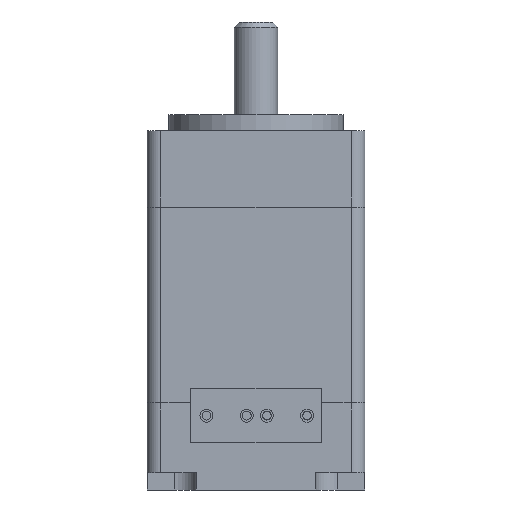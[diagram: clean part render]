
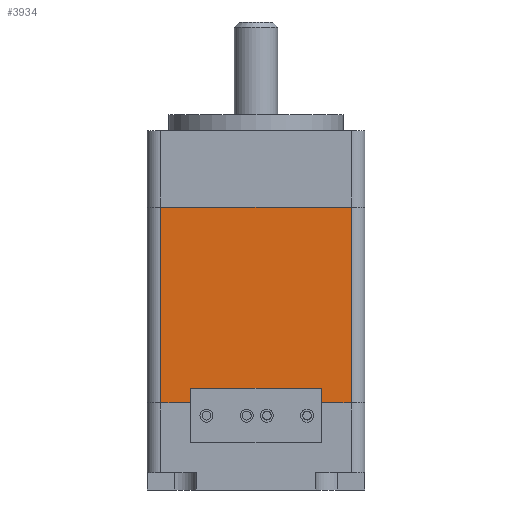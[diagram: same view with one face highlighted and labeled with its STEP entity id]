
A CAD part, front view. The second image highlights one B-rep face of the part: STEP entity #3934.
In plain terms, the highlighted planar face has unit normal (0, -1, 0).
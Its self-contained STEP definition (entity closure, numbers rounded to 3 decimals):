
#24 = ORIENTED_EDGE ( 'NONE', *, *, #4211, .T. ) ;
#69 = ORIENTED_EDGE ( 'NONE', *, *, #2867, .T. ) ;
#91 = DIRECTION ( 'NONE',  ( 0., 0., -1. ) ) ;
#132 = ORIENTED_EDGE ( 'NONE', *, *, #1779, .F. ) ;
#141 = VERTEX_POINT ( 'NONE', #473 ) ;
#151 = VECTOR ( 'NONE', #1611, 1000. ) ;
#218 = DIRECTION ( 'NONE',  ( 1., 0., 0. ) ) ;
#286 = ORIENTED_EDGE ( 'NONE', *, *, #2286, .F. ) ;
#473 = CARTESIAN_POINT ( 'NONE',  ( 8.75, -10., 25.999 ) ) ;
#548 = EDGE_CURVE ( 'NONE', #1443, #2664, #2053, .T. ) ;
#554 = LINE ( 'NONE', #1920, #2321 ) ;
#608 = ORIENTED_EDGE ( 'NONE', *, *, #1885, .F. ) ;
#640 = VECTOR ( 'NONE', #1967, 1000. ) ;
#766 = CARTESIAN_POINT ( 'NONE',  ( -8.75, -10., 8. ) ) ;
#868 = CARTESIAN_POINT ( 'NONE',  ( 8.75, -10., 33. ) ) ;
#878 = LINE ( 'NONE', #1251, #2214 ) ;
#920 = VERTEX_POINT ( 'NONE', #2991 ) ;
#946 = LINE ( 'NONE', #2336, #640 ) ;
#1220 = LINE ( 'NONE', #868, #3670 ) ;
#1251 = CARTESIAN_POINT ( 'NONE',  ( -8.75, -10., 25.999 ) ) ;
#1271 = LINE ( 'NONE', #1294, #151 ) ;
#1294 = CARTESIAN_POINT ( 'NONE',  ( -8.75, -10., 8. ) ) ;
#1443 = VERTEX_POINT ( 'NONE', #3778 ) ;
#1471 = CARTESIAN_POINT ( 'NONE',  ( -6., -10., 4.33 ) ) ;
#1517 = EDGE_LOOP ( 'NONE', ( #608, #3626, #3787, #132, #69, #24, #286, #3806 ) ) ;
#1540 = DIRECTION ( 'NONE',  ( 0., 0., -1. ) ) ;
#1611 = DIRECTION ( 'NONE',  ( 1., 0., 0. ) ) ;
#1675 = EDGE_CURVE ( 'NONE', #920, #3780, #2493, .T. ) ;
#1779 = EDGE_CURVE ( 'NONE', #2006, #141, #878, .T. ) ;
#1795 = DIRECTION ( 'NONE',  ( 0., 1., 0. ) ) ;
#1885 = EDGE_CURVE ( 'NONE', #1443, #920, #946, .T. ) ;
#1920 = CARTESIAN_POINT ( 'NONE',  ( -8.75, -10., 33. ) ) ;
#1967 = DIRECTION ( 'NONE',  ( 0., 0., 1. ) ) ;
#2006 = VERTEX_POINT ( 'NONE', #4152 ) ;
#2053 = LINE ( 'NONE', #4418, #2172 ) ;
#2169 = VERTEX_POINT ( 'NONE', #2691 ) ;
#2172 = VECTOR ( 'NONE', #3662, 1000. ) ;
#2214 = VECTOR ( 'NONE', #218, 1000. ) ;
#2227 = DIRECTION ( 'NONE',  ( 0., 0., -1. ) ) ;
#2286 = EDGE_CURVE ( 'NONE', #3780, #2169, #4120, .T. ) ;
#2321 = VECTOR ( 'NONE', #2227, 1000. ) ;
#2336 = CARTESIAN_POINT ( 'NONE',  ( 6., -10., 4.33 ) ) ;
#2493 = LINE ( 'NONE', #4159, #2912 ) ;
#2500 = AXIS2_PLACEMENT_3D ( 'NONE', #4158, #1795, #3087 ) ;
#2664 = VERTEX_POINT ( 'NONE', #3331 ) ;
#2691 = CARTESIAN_POINT ( 'NONE',  ( -6., -10., 8. ) ) ;
#2789 = VECTOR ( 'NONE', #91, 1000. ) ;
#2867 = EDGE_CURVE ( 'NONE', #2006, #3669, #554, .T. ) ;
#2912 = VECTOR ( 'NONE', #3543, 1000. ) ;
#2991 = CARTESIAN_POINT ( 'NONE',  ( 6., -10., 9.33 ) ) ;
#2996 = PLANE ( 'NONE',  #2500 ) ;
#3087 = DIRECTION ( 'NONE',  ( -1., 0., 0. ) ) ;
#3183 = CARTESIAN_POINT ( 'NONE',  ( -6., -10., 9.33 ) ) ;
#3331 = CARTESIAN_POINT ( 'NONE',  ( 8.75, -10., 8. ) ) ;
#3335 = EDGE_CURVE ( 'NONE', #141, #2664, #1220, .T. ) ;
#3378 = FACE_OUTER_BOUND ( 'NONE', #1517, .T. ) ;
#3543 = DIRECTION ( 'NONE',  ( -1., 0., 0. ) ) ;
#3626 = ORIENTED_EDGE ( 'NONE', *, *, #548, .T. ) ;
#3662 = DIRECTION ( 'NONE',  ( 1., 0., 0. ) ) ;
#3669 = VERTEX_POINT ( 'NONE', #766 ) ;
#3670 = VECTOR ( 'NONE', #1540, 1000. ) ;
#3778 = CARTESIAN_POINT ( 'NONE',  ( 6., -10., 8. ) ) ;
#3780 = VERTEX_POINT ( 'NONE', #3183 ) ;
#3787 = ORIENTED_EDGE ( 'NONE', *, *, #3335, .F. ) ;
#3806 = ORIENTED_EDGE ( 'NONE', *, *, #1675, .F. ) ;
#3934 = ADVANCED_FACE ( 'NONE', ( #3378 ), #2996, .F. ) ;
#4120 = LINE ( 'NONE', #1471, #2789 ) ;
#4152 = CARTESIAN_POINT ( 'NONE',  ( -8.75, -10., 25.999 ) ) ;
#4158 = CARTESIAN_POINT ( 'NONE',  ( -8.75, -10., 33. ) ) ;
#4159 = CARTESIAN_POINT ( 'NONE',  ( -6., -10., 9.33 ) ) ;
#4211 = EDGE_CURVE ( 'NONE', #3669, #2169, #1271, .T. ) ;
#4418 = CARTESIAN_POINT ( 'NONE',  ( -8.75, -10., 8. ) ) ;
